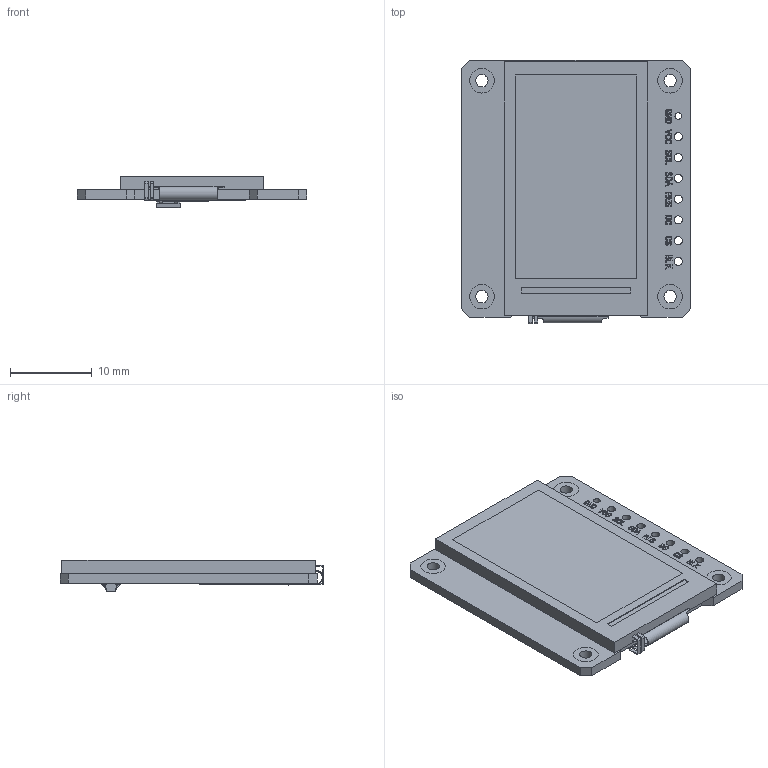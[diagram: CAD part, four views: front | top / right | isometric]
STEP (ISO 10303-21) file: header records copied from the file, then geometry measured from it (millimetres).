
FILE_DESCRIPTION(/* description */ (' '),/* implementation_level */ '2;1');
FILE_NAME(/* name */ 'ER-TFTM1.14-1 revised.step',/* time_stamp */ '2025-06-12T18:58:05-06:00',/* author */ (''),/* organization */ (''),/* preprocessor_version */ 'ST-DEVELOPER v20.1',/* originating_system */ 'Autodesk Translation Framework v14.10.0.0',/* authorisation */ '');
FILE_SCHEMA (('AUTOMOTIVE_DESIGN { 1 0 10303 214 3 1 1 }'));
Length unit declared in the file: millimetre
Products named in the file (35): Compo-1; no_8logo; no_8logo--1; no_8logo--2; no_8logo--3; no_8logo--4; no_8logo--5; no_8logo--6; no_8logo--7; no_8logo--8; no_8logo--9; no_8logo--10; no_8logo--11; no_8logo--12; no_8logo--13; no_8logo--14; no_8logo--15; no_8logo--16; no_8logo--17; no_8logo--18; no_8logo--19; no_8logo--20; no_8logo--21; no_8logo--22; no_8logo--23; no_8logo--24; no_8logo--25; no_8logo--26; no_8logo--27; no_8logo--28; no_8logo--29; no_8logo--30; ER-TFT1.14-1; ±³Ãæ; PCB°å
Assembly tree (34 placements, depth 2):
  Compo-1
    no_8logo
    no_8logo--1
    no_8logo--2
    no_8logo--3
    no_8logo--4
    no_8logo--5
    no_8logo--6
    no_8logo--7
    no_8logo--8
    no_8logo--9
    no_8logo--10
    no_8logo--11
    no_8logo--12
    no_8logo--13
    no_8logo--14
    no_8logo--15
    no_8logo--16
    no_8logo--17
    no_8logo--18
    no_8logo--19
    no_8logo--20
    no_8logo--21
    no_8logo--22
    no_8logo--23
    no_8logo--24
    no_8logo--25
    no_8logo--26
    no_8logo--27
    no_8logo--28
    no_8logo--29
    no_8logo--30
    ER-TFT1.14-1
    ±³Ãæ
    PCB°å
Bounding box: 28 x 32.2 x 3.8 mm (x, y, z)
Volume: 1912 mm3; surface area: 3518.1 mm2
Topology: 34 solids, 34 shells, 669 faces, 1994 edges, 1445 vertices
Faces by surface type: plane 450, bspline 169, cylinder 46, sphere 4
Full cylindrical faces by diameter (mm): 0.8 x1, 1 x9, 1.5 x4
Entity records: 34566 total; most frequent: CARTESIAN_POINT 16174, ORIENTED_EDGE 3980, DIRECTION 2753, EDGE_CURVE 1990, VERTEX_POINT 1445, LINE 1429, VECTOR 1429, EDGE_LOOP 771
